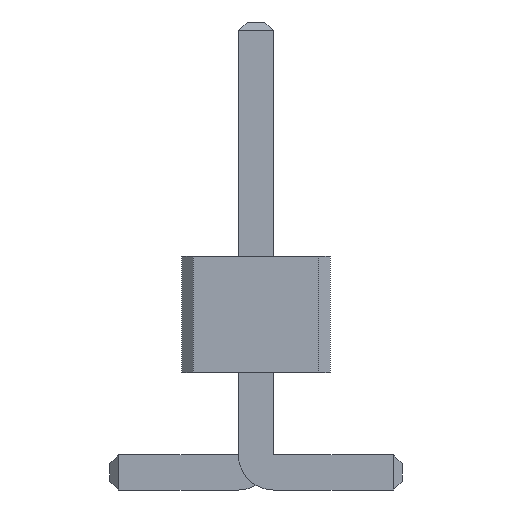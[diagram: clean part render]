
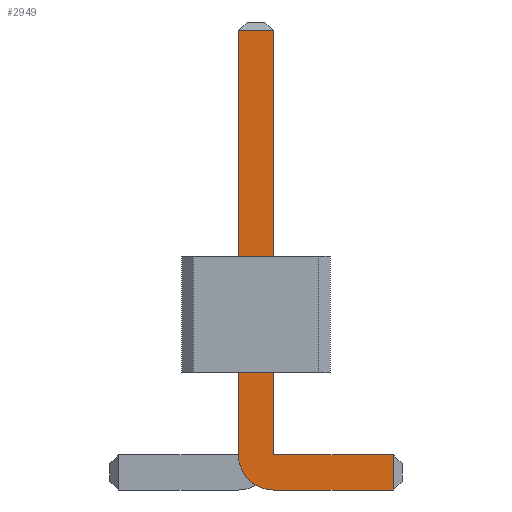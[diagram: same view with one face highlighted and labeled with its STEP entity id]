
A CAD part, front view. The second image highlights one B-rep face of the part: STEP entity #2949.
In plain terms, the highlighted planar face has unit normal (0, -1, 0).
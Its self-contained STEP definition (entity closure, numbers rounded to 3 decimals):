
#67=DIRECTION('',(1.,0.,0.));
#1295=VECTOR('',#67,1.);
#1348=DIRECTION('',(-1.,0.,0.));
#2573=VECTOR('',#1348,1.);
#2758=DIRECTION('',(-0.,1.,0.));
#2759=DIRECTION('',(0.,0.,-1.));
#2766=VECTOR('',#2767,1.);
#2767=DIRECTION('',(0.,0.,1.));
#2778=VECTOR('',#2759,1.);
#2790=DIRECTION('',(0.,1.,0.));
#2791=DIRECTION('',(1.,0.,0.));
#2798=VERTEX_POINT('',#2799);
#2799=CARTESIAN_POINT('',(1.175,-10.65,0.));
#2802=ORIENTED_EDGE('',*,*,#2803,.T.);
#2803=EDGE_CURVE('',#2798,#2804,#2806,.T.);
#2804=VERTEX_POINT('',#2805);
#2805=CARTESIAN_POINT('',(0.15,-10.65,0.));
#2806=LINE('',#2807,#2573);
#2807=CARTESIAN_POINT('',(1.25,-10.65,0.));
#2844=VERTEX_POINT('',#2845);
#2845=CARTESIAN_POINT('',(-0.15,-10.65,0.3));
#2848=EDGE_CURVE('',#2804,#2844,#2849,.T.);
#2849=CIRCLE('',#2850,0.3);
#2850=AXIS2_PLACEMENT_3D('',#2851,#2758,#2759);
#2851=CARTESIAN_POINT('',(0.15,-10.65,0.3));
#2860=VERTEX_POINT('',#2851);
#2862=ORIENTED_EDGE('',*,*,#2863,.T.);
#2863=EDGE_CURVE('',#2860,#2864,#2866,.T.);
#2864=VERTEX_POINT('',#2865);
#2865=CARTESIAN_POINT('',(1.175,-10.65,0.3));
#2866=LINE('',#2851,#1295);
#2876=ORIENTED_EDGE('',*,*,#2877,.T.);
#2877=EDGE_CURVE('',#2844,#2878,#2880,.T.);
#2878=VERTEX_POINT('',#2879);
#2879=CARTESIAN_POINT('',(-0.15,-10.65,3.925));
#2880=LINE('',#2881,#2766);
#2881=CARTESIAN_POINT('',(-0.15,-10.65,0.));
#2894=VERTEX_POINT('',#2895);
#2895=CARTESIAN_POINT('',(0.15,-10.65,3.925));
#2897=ORIENTED_EDGE('',*,*,#2898,.T.);
#2898=EDGE_CURVE('',#2894,#2860,#2899,.T.);
#2899=LINE('',#2900,#2778);
#2900=CARTESIAN_POINT('',(0.15,-10.65,4.));
#2949=ADVANCED_FACE('',(#2950),#2959,.F.);
#2950=FACE_BOUND('',#2951,.F.);
#2951=EDGE_LOOP('',(#2802,#2952,#2876,#2953,#2897,#2862,#2956));
#2952=ORIENTED_EDGE('',*,*,#2848,.T.);
#2953=ORIENTED_EDGE('',*,*,#2954,.T.);
#2954=EDGE_CURVE('',#2878,#2894,#2955,.T.);
#2955=LINE('',#2879,#1295);
#2956=ORIENTED_EDGE('',*,*,#2957,.T.);
#2957=EDGE_CURVE('',#2864,#2798,#2958,.T.);
#2958=LINE('',#2865,#2778);
#2959=PLANE('',#2960);
#2960=AXIS2_PLACEMENT_3D('',#2961,#2790,#2791);
#2961=CARTESIAN_POINT('',(0.173,-10.65,1.623));
